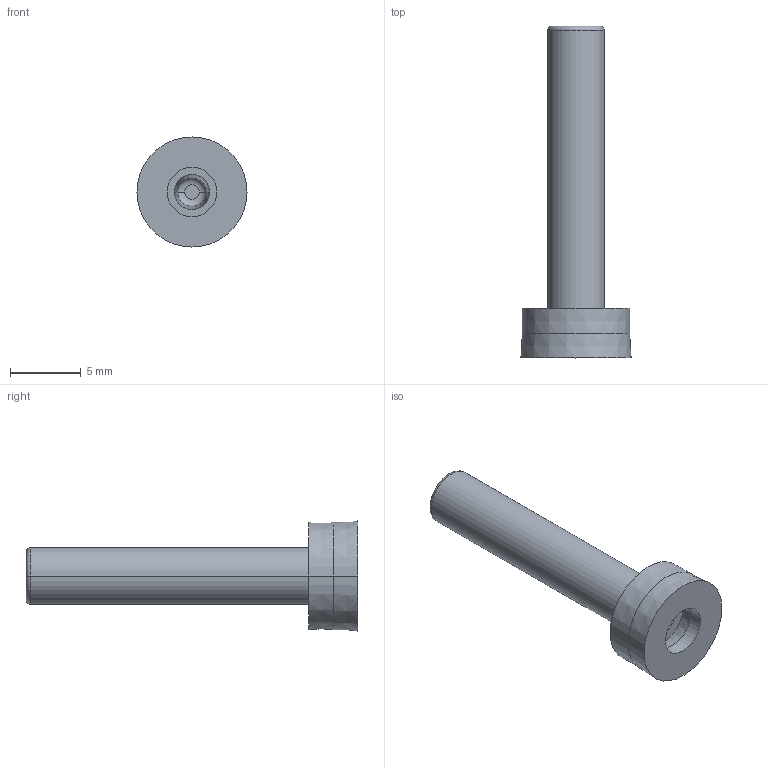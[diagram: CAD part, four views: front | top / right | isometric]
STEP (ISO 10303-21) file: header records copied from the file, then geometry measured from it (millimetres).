
FILE_DESCRIPTION (( 'STEP AP214' ), '1' );
FILE_NAME ('88610003127NEB.STEP', '2015-07-08T11:36:50', ( '' ), ( '' ), 'SwSTEP 2.0', 'SolidWorks 2015', '' );
FILE_SCHEMA (( 'AUTOMOTIVE_DESIGN' ));
Length unit declared in the file: millimetre
Products named in the file (1): 88610003127NEB
Bounding box: 7.8 x 23.5 x 7.8 mm (x, y, z)
Volume: 312.7 mm3; surface area: 584.6 mm2
Topology: 1 solids, 1 shells, 26 faces, 50 edges, 30 vertices
Faces by surface type: cone 10, torus 6, plane 6, cylinder 4
Entity records: 704 total; most frequent: DIRECTION 140, CARTESIAN_POINT 107, ORIENTED_EDGE 100, AXIS2_PLACEMENT_3D 63, EDGE_CURVE 50, CIRCLE 36, VERTEX_POINT 30, EDGE_LOOP 30
